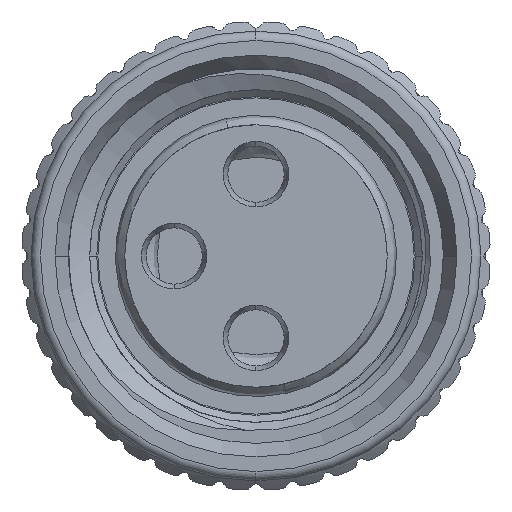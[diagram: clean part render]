
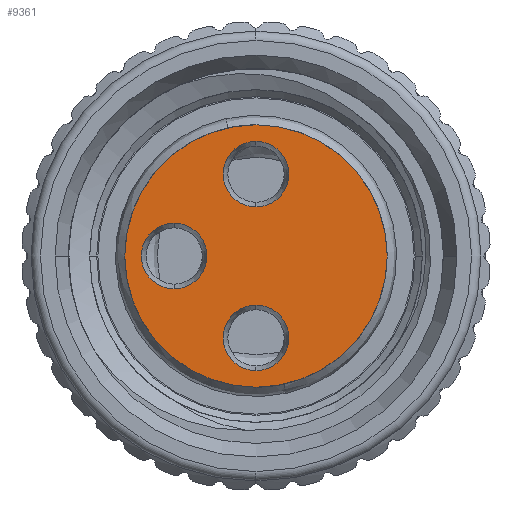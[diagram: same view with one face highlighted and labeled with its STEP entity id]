
A CAD part, left-side view. The second image highlights one B-rep face of the part: STEP entity #9361.
In plain terms, the highlighted planar face has unit normal (-1, 0, 0).
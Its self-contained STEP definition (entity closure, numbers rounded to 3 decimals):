
#785 = DIRECTION ( 'NONE',  ( 1., 0., 0. ) ) ;
#1050 = AXIS2_PLACEMENT_3D ( 'NONE', #13100, #13143, #23876 ) ;
#1081 = FACE_BOUND ( 'NONE', #18144, .T. ) ;
#1166 = CARTESIAN_POINT ( 'NONE',  ( 0., 1.747, 0. ) ) ;
#1192 = EDGE_CURVE ( 'NONE', #2240, #19817, #27720, .T. ) ;
#1206 = DIRECTION ( 'NONE',  ( 1., 0., 0. ) ) ;
#1265 = DIRECTION ( 'NONE',  ( 0., 0., 1. ) ) ;
#1289 = AXIS2_PLACEMENT_3D ( 'NONE', #6935, #22980, #9260 ) ;
#1931 = EDGE_CURVE ( 'NONE', #8037, #3100, #6165, .T. ) ;
#2240 = VERTEX_POINT ( 'NONE', #9865 ) ;
#2306 = EDGE_CURVE ( 'NONE', #14233, #22747, #29487, .T. ) ;
#3100 = VERTEX_POINT ( 'NONE', #25679 ) ;
#3117 = EDGE_CURVE ( 'NONE', #13938, #4166, #8842, .T. ) ;
#4071 = EDGE_CURVE ( 'NONE', #19817, #2240, #7739, .T. ) ;
#4166 = VERTEX_POINT ( 'NONE', #7049 ) ;
#4838 = EDGE_CURVE ( 'NONE', #22747, #14233, #16322, .T. ) ;
#5157 = EDGE_CURVE ( 'NONE', #4166, #13938, #21321, .T. ) ;
#5587 = PLANE ( 'NONE',  #23991 ) ;
#6165 = CIRCLE ( 'NONE', #19490, 2.8 ) ;
#6228 = DIRECTION ( 'NONE',  ( 0., 0., 1. ) ) ;
#6259 = AXIS2_PLACEMENT_3D ( 'NONE', #9991, #9969, #9936 ) ;
#6263 = EDGE_LOOP ( 'NONE', ( #17859, #22835 ) ) ;
#6535 = ORIENTED_EDGE ( 'NONE', *, *, #26988, .F. ) ;
#6632 = AXIS2_PLACEMENT_3D ( 'NONE', #1166, #1206, #1265 ) ;
#6935 = CARTESIAN_POINT ( 'NONE',  ( 0., 0., 0. ) ) ;
#7049 = CARTESIAN_POINT ( 'NONE',  ( 0., 0., 2.447 ) ) ;
#7162 = FACE_BOUND ( 'NONE', #6263, .T. ) ;
#7388 = ORIENTED_EDGE ( 'NONE', *, *, #1192, .T. ) ;
#7639 = CIRCLE ( 'NONE', #1289, 2.8 ) ;
#7694 = ORIENTED_EDGE ( 'NONE', *, *, #4071, .T. ) ;
#7739 = CIRCLE ( 'NONE', #6259, 0.7 ) ;
#8037 = VERTEX_POINT ( 'NONE', #16001 ) ;
#8156 = ORIENTED_EDGE ( 'NONE', *, *, #5157, .T. ) ;
#8742 = EDGE_LOOP ( 'NONE', ( #7694, #7388 ) ) ;
#8842 = CIRCLE ( 'NONE', #23343, 0.7 ) ;
#8917 = CARTESIAN_POINT ( 'NONE',  ( 0., 0., 1.047 ) ) ;
#9030 = DIRECTION ( 'NONE',  ( 0., 0., 1. ) ) ;
#9036 = DIRECTION ( 'NONE',  ( 1., 0., 0. ) ) ;
#9080 = CARTESIAN_POINT ( 'NONE',  ( 0., 1.747, 0. ) ) ;
#9260 = DIRECTION ( 'NONE',  ( 0., 0., -1. ) ) ;
#9361 = ADVANCED_FACE ( 'NONE', ( #24765, #1081, #7162, #13281 ), #5587, .T. ) ;
#9865 = CARTESIAN_POINT ( 'NONE',  ( 0., 0., -2.447 ) ) ;
#9936 = DIRECTION ( 'NONE',  ( 0., 0., 1. ) ) ;
#9969 = DIRECTION ( 'NONE',  ( 1., 0., 0. ) ) ;
#9991 = CARTESIAN_POINT ( 'NONE',  ( 0., 0., -1.747 ) ) ;
#10112 = CARTESIAN_POINT ( 'NONE',  ( 0., 0., 1.747 ) ) ;
#11044 = CARTESIAN_POINT ( 'NONE',  ( 0., 0., -1.047 ) ) ;
#11624 = EDGE_LOOP ( 'NONE', ( #6535, #15687 ) ) ;
#13100 = CARTESIAN_POINT ( 'NONE',  ( 0., 0., 1.747 ) ) ;
#13143 = DIRECTION ( 'NONE',  ( 1., 0., 0. ) ) ;
#13281 = FACE_BOUND ( 'NONE', #8742, .T. ) ;
#13684 = DIRECTION ( 'NONE',  ( 0., 0., -1. ) ) ;
#13721 = DIRECTION ( 'NONE',  ( 1., 0., 0. ) ) ;
#13750 = CARTESIAN_POINT ( 'NONE',  ( 0., 0., 0. ) ) ;
#13788 = CARTESIAN_POINT ( 'NONE',  ( 0., 1.747, 0.7 ) ) ;
#13938 = VERTEX_POINT ( 'NONE', #8917 ) ;
#14233 = VERTEX_POINT ( 'NONE', #17169 ) ;
#14725 = DIRECTION ( 'NONE',  ( -1., 0., 0. ) ) ;
#15687 = ORIENTED_EDGE ( 'NONE', *, *, #1931, .F. ) ;
#16001 = CARTESIAN_POINT ( 'NONE',  ( 0., 0., 2.8 ) ) ;
#16322 = CIRCLE ( 'NONE', #6632, 0.7 ) ;
#17169 = CARTESIAN_POINT ( 'NONE',  ( 0., 1.747, -0.7 ) ) ;
#17859 = ORIENTED_EDGE ( 'NONE', *, *, #4838, .T. ) ;
#18144 = EDGE_LOOP ( 'NONE', ( #8156, #22061 ) ) ;
#19490 = AXIS2_PLACEMENT_3D ( 'NONE', #13750, #13721, #13684 ) ;
#19817 = VERTEX_POINT ( 'NONE', #11044 ) ;
#21321 = CIRCLE ( 'NONE', #1050, 0.7 ) ;
#21614 = CARTESIAN_POINT ( 'NONE',  ( 0., 0., 0. ) ) ;
#21976 = AXIS2_PLACEMENT_3D ( 'NONE', #9080, #9036, #9030 ) ;
#22061 = ORIENTED_EDGE ( 'NONE', *, *, #3117, .T. ) ;
#22747 = VERTEX_POINT ( 'NONE', #13788 ) ;
#22835 = ORIENTED_EDGE ( 'NONE', *, *, #2306, .T. ) ;
#22980 = DIRECTION ( 'NONE',  ( 1., 0., 0. ) ) ;
#23008 = DIRECTION ( 'NONE',  ( 0., 0., 1. ) ) ;
#23043 = DIRECTION ( 'NONE',  ( 1., 0., 0. ) ) ;
#23081 = CARTESIAN_POINT ( 'NONE',  ( 0., 0., -1.747 ) ) ;
#23343 = AXIS2_PLACEMENT_3D ( 'NONE', #10112, #785, #6228 ) ;
#23876 = DIRECTION ( 'NONE',  ( 0., 0., 1. ) ) ;
#23941 = DIRECTION ( 'NONE',  ( 0., 0., 1. ) ) ;
#23991 = AXIS2_PLACEMENT_3D ( 'NONE', #21614, #14725, #23941 ) ;
#24765 = FACE_OUTER_BOUND ( 'NONE', #11624, .T. ) ;
#25679 = CARTESIAN_POINT ( 'NONE',  ( 0., 0., -2.8 ) ) ;
#26988 = EDGE_CURVE ( 'NONE', #3100, #8037, #7639, .T. ) ;
#27720 = CIRCLE ( 'NONE', #28367, 0.7 ) ;
#28367 = AXIS2_PLACEMENT_3D ( 'NONE', #23081, #23043, #23008 ) ;
#29487 = CIRCLE ( 'NONE', #21976, 0.7 ) ;
